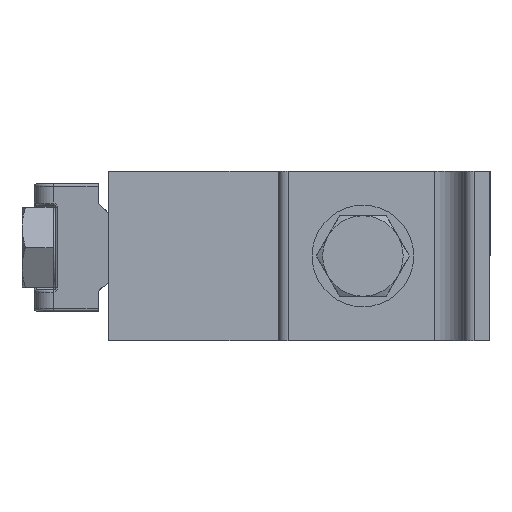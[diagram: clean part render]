
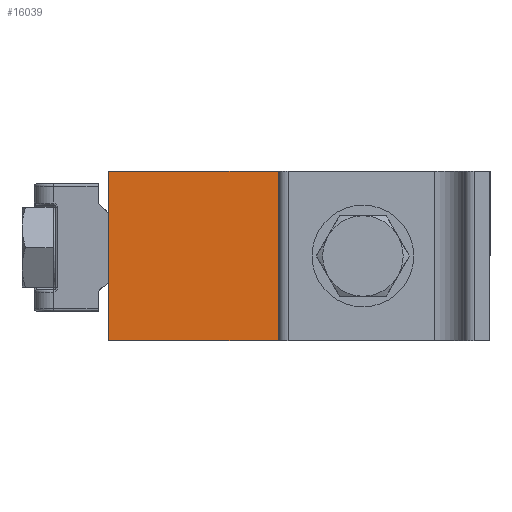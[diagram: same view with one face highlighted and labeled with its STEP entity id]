
A CAD part, left-side view. The second image highlights one B-rep face of the part: STEP entity #16039.
In plain terms, the highlighted face is planar.
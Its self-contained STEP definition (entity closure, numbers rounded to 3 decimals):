
#161 = EDGE_CURVE ( 'NONE', #15092, #3603, #10546, .T. ) ;
#446 = VECTOR ( 'NONE', #14042, 1000. ) ;
#913 = LINE ( 'NONE', #17645, #8680 ) ;
#1059 = VERTEX_POINT ( 'NONE', #4944 ) ;
#1064 = CARTESIAN_POINT ( 'NONE',  ( 0., 20., 3. ) ) ;
#1072 = VECTOR ( 'NONE', #1867, 1000. ) ;
#1304 = ORIENTED_EDGE ( 'NONE', *, *, #16220, .T. ) ;
#1309 = LINE ( 'NONE', #8435, #446 ) ;
#1590 = EDGE_LOOP ( 'NONE', ( #12186, #5356 ) ) ;
#1685 = FACE_OUTER_BOUND ( 'NONE', #3075, .T. ) ;
#1867 = DIRECTION ( 'NONE',  ( -1., 0., 0. ) ) ;
#3075 = EDGE_LOOP ( 'NONE', ( #14862, #1304, #7479, #5259 ) ) ;
#3161 = VERTEX_POINT ( 'NONE', #12080 ) ;
#3186 = PLANE ( 'NONE',  #7362 ) ;
#3603 = VERTEX_POINT ( 'NONE', #13781 ) ;
#3677 = CARTESIAN_POINT ( 'NONE',  ( -20., 0., 3. ) ) ;
#4701 = DIRECTION ( 'NONE',  ( 0., 0., -1. ) ) ;
#4944 = CARTESIAN_POINT ( 'NONE',  ( -20., 0., 3. ) ) ;
#5119 = DIRECTION ( 'NONE',  ( 0., 0., 1. ) ) ;
#5259 = ORIENTED_EDGE ( 'NONE', *, *, #17654, .T. ) ;
#5356 = ORIENTED_EDGE ( 'NONE', *, *, #15810, .F. ) ;
#5400 = DIRECTION ( 'NONE',  ( 0., 0., 1. ) ) ;
#5571 = CARTESIAN_POINT ( 'NONE',  ( 0., 20., 3. ) ) ;
#5748 = AXIS2_PLACEMENT_3D ( 'NONE', #1064, #5119, #9411 ) ;
#5812 = VECTOR ( 'NONE', #16098, 1000. ) ;
#6921 = CARTESIAN_POINT ( 'NONE',  ( 20., 80., 3. ) ) ;
#7362 = AXIS2_PLACEMENT_3D ( 'NONE', #11640, #4701, #17067 ) ;
#7369 = CARTESIAN_POINT ( 'NONE',  ( -20., 80., 3. ) ) ;
#7479 = ORIENTED_EDGE ( 'NONE', *, *, #13485, .T. ) ;
#7902 = CARTESIAN_POINT ( 'NONE',  ( -6.5, 20., 3. ) ) ;
#8435 = CARTESIAN_POINT ( 'NONE',  ( -20., 0., 3. ) ) ;
#8444 = VERTEX_POINT ( 'NONE', #12783 ) ;
#8680 = VECTOR ( 'NONE', #17581, 1000. ) ;
#9269 = LINE ( 'NONE', #3677, #5812 ) ;
#9411 = DIRECTION ( 'NONE',  ( 1., 0., 0. ) ) ;
#9679 = DIRECTION ( 'NONE',  ( 1., 0., 0. ) ) ;
#10546 = CIRCLE ( 'NONE', #5748, 6.5 ) ;
#11640 = CARTESIAN_POINT ( 'NONE',  ( -20., 80., 3. ) ) ;
#12080 = CARTESIAN_POINT ( 'NONE',  ( -20., 80., 3. ) ) ;
#12186 = ORIENTED_EDGE ( 'NONE', *, *, #161, .F. ) ;
#12783 = CARTESIAN_POINT ( 'NONE',  ( 20., 0., 3. ) ) ;
#13485 = EDGE_CURVE ( 'NONE', #8444, #17956, #913, .T. ) ;
#13781 = CARTESIAN_POINT ( 'NONE',  ( 6.5, 20., 3. ) ) ;
#14042 = DIRECTION ( 'NONE',  ( 0., -1., 0. ) ) ;
#14705 = EDGE_CURVE ( 'NONE', #3161, #1059, #1309, .T. ) ;
#14708 = FACE_BOUND ( 'NONE', #1590, .T. ) ;
#14862 = ORIENTED_EDGE ( 'NONE', *, *, #14705, .T. ) ;
#15092 = VERTEX_POINT ( 'NONE', #7902 ) ;
#15810 = EDGE_CURVE ( 'NONE', #3603, #15092, #16650, .T. ) ;
#16039 = ADVANCED_FACE ( 'NONE', ( #1685, #14708 ), #3186, .F. ) ;
#16098 = DIRECTION ( 'NONE',  ( 1., 0., 0. ) ) ;
#16220 = EDGE_CURVE ( 'NONE', #1059, #8444, #9269, .T. ) ;
#16650 = CIRCLE ( 'NONE', #16655, 6.5 ) ;
#16655 = AXIS2_PLACEMENT_3D ( 'NONE', #5571, #5400, #9679 ) ;
#17067 = DIRECTION ( 'NONE',  ( -1., 0., 0. ) ) ;
#17101 = LINE ( 'NONE', #7369, #1072 ) ;
#17581 = DIRECTION ( 'NONE',  ( 0., 1., 0. ) ) ;
#17645 = CARTESIAN_POINT ( 'NONE',  ( 20., 0., 3. ) ) ;
#17654 = EDGE_CURVE ( 'NONE', #17956, #3161, #17101, .T. ) ;
#17956 = VERTEX_POINT ( 'NONE', #6921 ) ;
